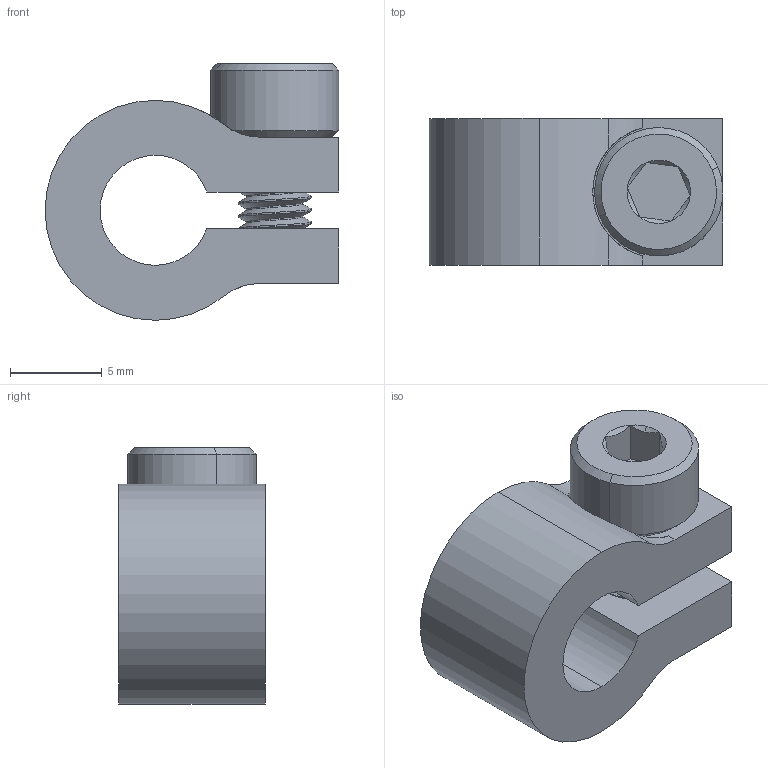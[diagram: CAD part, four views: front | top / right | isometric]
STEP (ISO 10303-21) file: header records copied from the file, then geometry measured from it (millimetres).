
FILE_DESCRIPTION (( 'STEP AP203' ), '1' );
FILE_NAME ('2905-0006-0008 assembly.STEP', '2018-08-08T19:08:48', ( '' ), ( '' ), 'SwSTEP 2.0', 'SolidWorks 2016', '' );
FILE_SCHEMA (( 'CONFIG_CONTROL_DESIGN' ));
Length unit declared in the file: millimetre
Products named in the file (3): 2905-0006-0008 assembly; 2905-0006-0008; 2800-0004-0008_90128A207
Assembly tree (2 placements, depth 2):
  2905-0006-0008 assembly
    2905-0006-0008
    2800-0004-0008_90128A207
Bounding box: 16.03 x 8 x 14 mm (x, y, z)
Volume: 995.6 mm3; surface area: 1210.3 mm2
Topology: 2 solids, 2 shells, 118 faces, 322 edges, 209 vertices
Faces by surface type: cylinder 83, plane 18, cone 13, bspline 4
Entity records: 7590 total; most frequent: CARTESIAN_POINT 4709, ORIENTED_EDGE 644, DIRECTION 455, EDGE_CURVE 322, VERTEX_POINT 209, AXIS2_PLACEMENT_3D 169, EDGE_LOOP 123, ADVANCED_FACE 118
